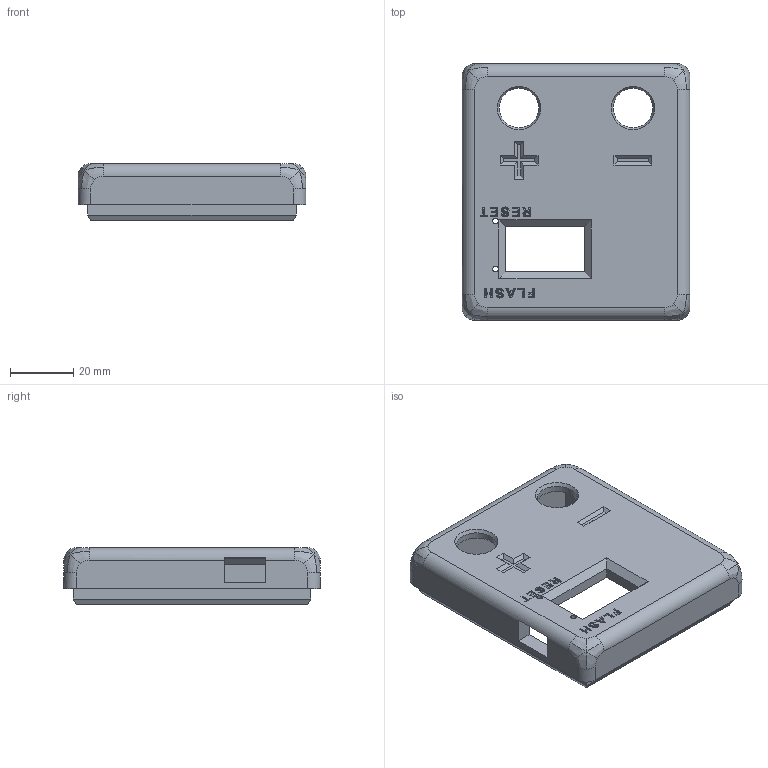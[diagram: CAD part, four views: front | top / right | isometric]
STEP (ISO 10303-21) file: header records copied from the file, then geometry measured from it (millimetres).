
FILE_DESCRIPTION(/* description */ (''),/* implementation_level */ '2;1');
FILE_NAME(/* name */ 'Grbox-CaseOberteil.step',/* time_stamp */ '2024-06-29T16:22:56+02:00',/* author */ (''),/* organization */ (''),/* preprocessor_version */ 'ST-DEVELOPER v20',/* originating_system */ 'Autodesk Translation Framework v13.14.0.145',/* authorisation */ '');
FILE_SCHEMA (('AUTOMOTIVE_DESIGN { 1 0 10303 214 3 1 1 }'));
Length unit declared in the file: millimetre
Products named in the file (1): Gärbox-Case
Bounding box: 72 x 81 x 18 mm (x, y, z)
Volume: 30246.5 mm3; surface area: 20327 mm2
Topology: 1 solids, 1 shells, 447 faces, 1090 edges, 664 vertices
Faces by surface type: bspline 168, plane 168, cylinder 105, cone 6
Full cylindrical faces by diameter (mm): 1.8 x2, 3 x4, 5.5 x4, 12.5 x2
Entity records: 19923 total; most frequent: CARTESIAN_POINT 10475, ORIENTED_EDGE 2180, DIRECTION 1493, EDGE_CURVE 1090, VERTEX_POINT 664, LINE 595, VECTOR 595, EDGE_LOOP 478
